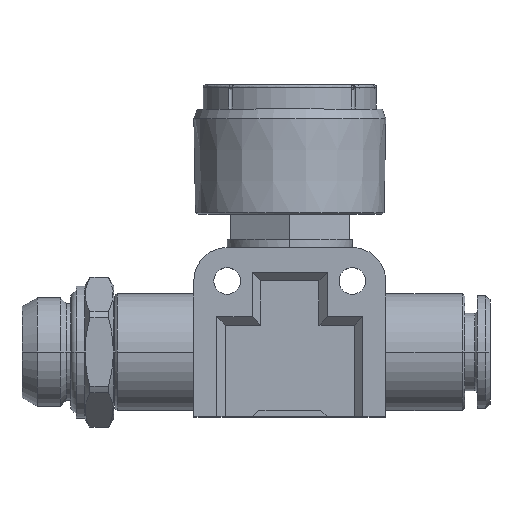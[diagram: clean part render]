
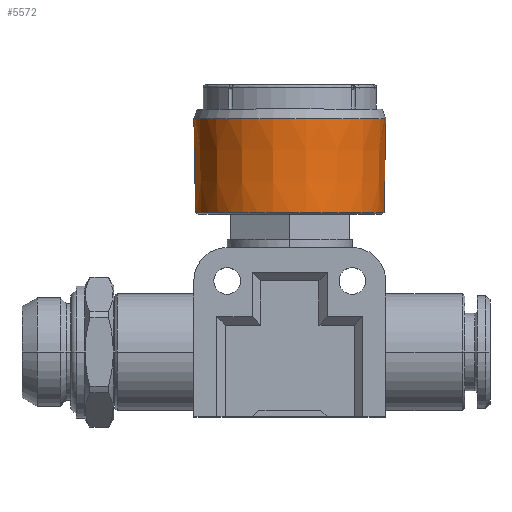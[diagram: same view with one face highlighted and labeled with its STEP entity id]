
A CAD part, top view. The second image highlights one B-rep face of the part: STEP entity #5572.
In plain terms, the highlighted conical face has half-angle 1 degrees and reference radius 11.303 mm.
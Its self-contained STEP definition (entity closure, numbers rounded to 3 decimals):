
#1077 = CARTESIAN_POINT ( 'NONE',  ( 0., 35.75, 0. ) ) ;
#1078 = DIRECTION ( 'NONE',  ( 0., 1., 0. ) ) ;
#1079 = DIRECTION ( 'NONE',  ( 0., 0., 1. ) ) ;
#1094 = CARTESIAN_POINT ( 'NONE',  ( -11.303, 24.475, 0. ) ) ;
#1095 = DIRECTION ( 'NONE',  ( -0.017, 1., 0. ) ) ;
#1200 = CARTESIAN_POINT ( 'NONE',  ( 11.303, 24.475, 0. ) ) ;
#1201 = DIRECTION ( 'NONE',  ( 0.017, 1., 0. ) ) ;
#1560 = EDGE_CURVE ( 'NONE', #1864, #1863, #3885, .T. ) ;
#1863 = VERTEX_POINT ( 'NONE', #2663 ) ;
#1864 = VERTEX_POINT ( 'NONE', #2664 ) ;
#1865 = VERTEX_POINT ( 'NONE', #2665 ) ;
#1866 = VERTEX_POINT ( 'NONE', #2666 ) ;
#2115 = EDGE_LOOP ( 'NONE', ( #2232, #2230, #2231, #2229 ) ) ;
#2229 = ORIENTED_EDGE ( 'NONE', *, *, #2736, .F. ) ;
#2230 = ORIENTED_EDGE ( 'NONE', *, *, #5232, .T. ) ;
#2231 = ORIENTED_EDGE ( 'NONE', *, *, #2729, .F. ) ;
#2232 = ORIENTED_EDGE ( 'NONE', *, *, #1560, .T. ) ;
#2384 = LINE ( 'NONE', #1094, #2865 ) ;
#2387 = LINE ( 'NONE', #1200, #2906 ) ;
#2663 = CARTESIAN_POINT ( 'NONE',  ( 11.303, 24.475, 0. ) ) ;
#2664 = CARTESIAN_POINT ( 'NONE',  ( -11.303, 24.475, 0. ) ) ;
#2665 = CARTESIAN_POINT ( 'NONE',  ( 11.5, 35.75, 0. ) ) ;
#2666 = CARTESIAN_POINT ( 'NONE',  ( -11.5, 35.75, 0. ) ) ;
#2729 = EDGE_CURVE ( 'NONE', #1866, #1865, #2853, .T. ) ;
#2736 = EDGE_CURVE ( 'NONE', #1864, #1866, #2384, .T. ) ;
#2853 = CIRCLE ( 'NONE', #2855, 11.5 ) ;
#2855 = AXIS2_PLACEMENT_3D ( 'NONE', #1077, #1078, #1079 ) ;
#2865 = VECTOR ( 'NONE', #1095, 1000. ) ;
#2906 = VECTOR ( 'NONE', #1201, 1000. ) ;
#3190 = DIRECTION ( 'NONE',  ( 0., 1., 0. ) ) ;
#3206 = DIRECTION ( 'NONE',  ( 0., 0., 1. ) ) ;
#3237 = CARTESIAN_POINT ( 'NONE',  ( 0., 24.475, 0. ) ) ;
#3652 = FACE_OUTER_BOUND ( 'NONE', #2115, .T. ) ;
#3885 = CIRCLE ( 'NONE', #3887, 11.303 ) ;
#3887 = AXIS2_PLACEMENT_3D ( 'NONE', #3237, #3190, #3206 ) ;
#4785 = AXIS2_PLACEMENT_3D ( 'NONE', #4986, #4987, #4988 ) ;
#4802 = CONICAL_SURFACE ( 'NONE', #4785, 11.303, 0.017 ) ;
#4986 = CARTESIAN_POINT ( 'NONE',  ( 0., 24.475, 0. ) ) ;
#4987 = DIRECTION ( 'NONE',  ( 0., 1., 0. ) ) ;
#4988 = DIRECTION ( 'NONE',  ( -1., 0., 0. ) ) ;
#5232 = EDGE_CURVE ( 'NONE', #1863, #1865, #2387, .T. ) ;
#5572 = ADVANCED_FACE ( 'NONE', ( #3652 ), #4802, .T. ) ;
